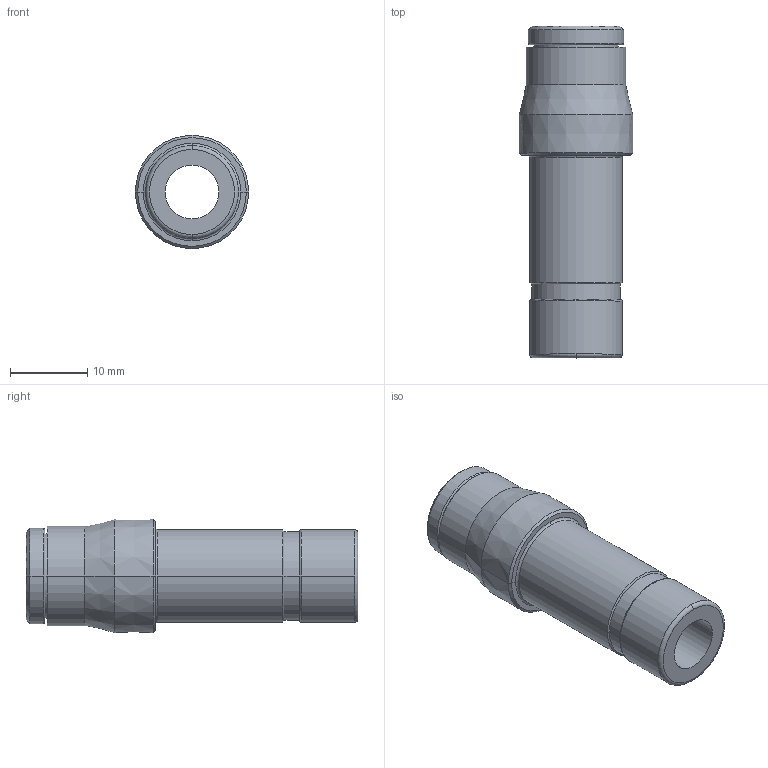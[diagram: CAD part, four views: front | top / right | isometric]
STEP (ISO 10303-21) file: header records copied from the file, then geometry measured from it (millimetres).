
FILE_DESCRIPTION(('STEP AP214'),'1');
FILE_NAME('3866_08_12.stp','2016-07-07T14:27:41',('TraceParts'),('TraceParts S.A.'),'Spatial InterOp 3D',' ',' ');
FILE_SCHEMA(('automotive_design'));
Length unit declared in the file: millimetre
Products named in the file (1): 1
Bounding box: 14.68 x 43 x 14.68 mm (x, y, z)
Volume: 3434.4 mm3; surface area: 2968.8 mm2
Topology: 1 solids, 1 shells, 44 faces, 101 edges, 63 vertices
Faces by surface type: cylinder 16, cone 14, torus 8, plane 6
Entity records: 1291 total; most frequent: DIRECTION 262, CARTESIAN_POINT 209, ORIENTED_EDGE 202, AXIS2_PLACEMENT_3D 116, EDGE_CURVE 101, CIRCLE 71, VERTEX_POINT 63, EDGE_LOOP 50
